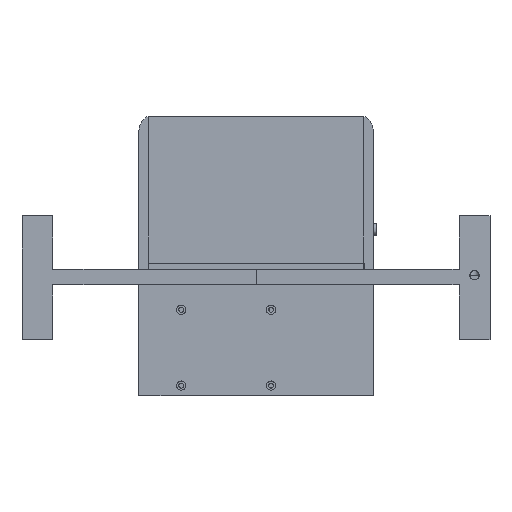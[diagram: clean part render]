
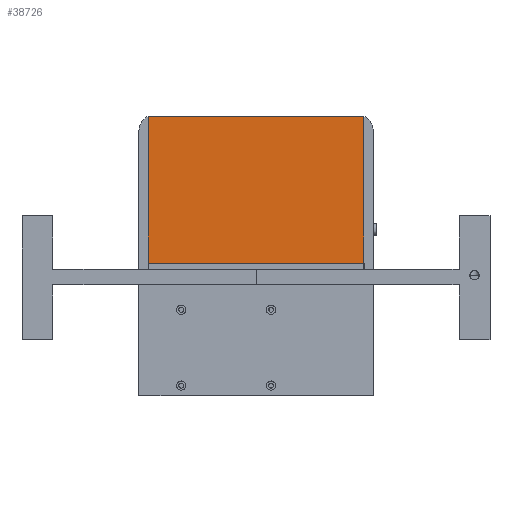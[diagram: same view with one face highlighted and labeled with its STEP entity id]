
A CAD part, front view. The second image highlights one B-rep face of the part: STEP entity #38726.
In plain terms, the highlighted planar face has unit normal (0, -1, 0).
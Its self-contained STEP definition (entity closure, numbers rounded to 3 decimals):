
#3503=LINE('',#60203,#7588);
#3504=LINE('',#60210,#7589);
#3505=LINE('',#60213,#7590);
#3506=LINE('',#60214,#7591);
#7588=VECTOR('',#48592,10.);
#7589=VECTOR('',#48599,10.);
#7590=VECTOR('',#48604,10.);
#7591=VECTOR('',#48605,10.);
#10926=FACE_OUTER_BOUND('',#13299,.T.);
#13299=EDGE_LOOP('',(#29784,#29785,#29786,#29787));
#17548=VERTEX_POINT('',#60114);
#17560=VERTEX_POINT('',#60145);
#17580=VERTEX_POINT('',#60207);
#17581=VERTEX_POINT('',#60209);
#22035=EDGE_CURVE('',#17548,#17560,#3503,.T.);
#22038=EDGE_CURVE('',#17580,#17581,#3504,.T.);
#22040=EDGE_CURVE('',#17548,#17581,#3505,.T.);
#22041=EDGE_CURVE('',#17560,#17580,#3506,.T.);
#29784=ORIENTED_EDGE('',*,*,#22040,.T.);
#29785=ORIENTED_EDGE('',*,*,#22038,.F.);
#29786=ORIENTED_EDGE('',*,*,#22041,.F.);
#29787=ORIENTED_EDGE('',*,*,#22035,.F.);
#36986=PLANE('',#41932);
#38726=ADVANCED_FACE('',(#10926),#36986,.T.);
#41932=AXIS2_PLACEMENT_3D('',#60212,#48602,#48603);
#48592=DIRECTION('',(-1.,0.,0.));
#48599=DIRECTION('',(1.,0.,0.));
#48602=DIRECTION('center_axis',(0.,-1.,0.));
#48603=DIRECTION('ref_axis',(0.,0.,-1.));
#48604=DIRECTION('',(0.,0.,1.));
#48605=DIRECTION('',(0.,0.,1.));
#60114=CARTESIAN_POINT('',(60.3,-0.004,-3.6));
#60145=CARTESIAN_POINT('',(-79.,-0.004,-3.6));
#60203=CARTESIAN_POINT('',(60.3,-0.004,-3.6));
#60207=CARTESIAN_POINT('',(-79.,-0.004,91.224));
#60209=CARTESIAN_POINT('',(60.3,-0.004,91.224));
#60210=CARTESIAN_POINT('',(-79.,-0.004,91.224));
#60212=CARTESIAN_POINT('Origin',(-79.,-0.004,
81.224));
#60213=CARTESIAN_POINT('',(60.3,-0.004,-7.6));
#60214=CARTESIAN_POINT('',(-79.,-0.004,-7.6));
